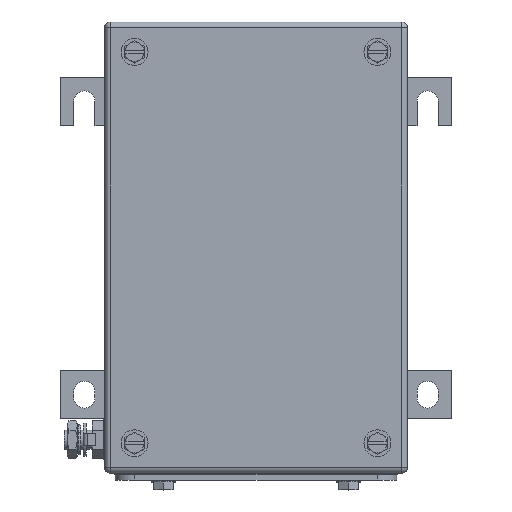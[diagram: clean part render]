
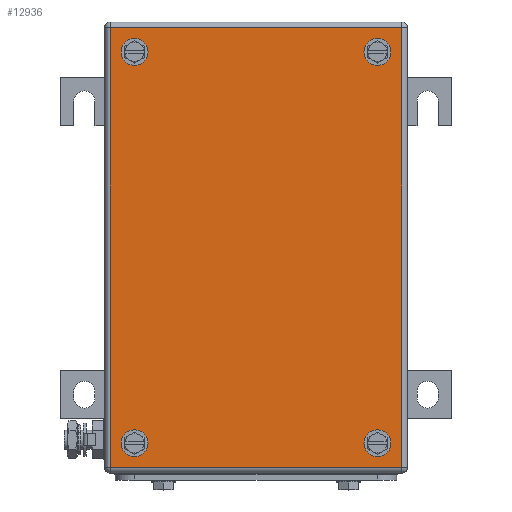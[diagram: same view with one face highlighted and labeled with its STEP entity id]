
A CAD part, top view. The second image highlights one B-rep face of the part: STEP entity #12936.
In plain terms, the highlighted planar face has unit normal (0, 0, 1).
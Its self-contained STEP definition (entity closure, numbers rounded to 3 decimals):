
#12810=AXIS2_PLACEMENT_3D('Circle Axis2P3D',#12808,#12809,$) ;
#12837=AXIS2_PLACEMENT_3D('Plane Axis2P3D',#12834,#12835,#12836) ;
#12875=AXIS2_PLACEMENT_3D('Circle Axis2P3D',#12873,#12874,$) ;
#12884=AXIS2_PLACEMENT_3D('Circle Axis2P3D',#12882,#12883,$) ;
#12893=AXIS2_PLACEMENT_3D('Circle Axis2P3D',#12891,#12892,$) ;
#12902=AXIS2_PLACEMENT_3D('Circle Axis2P3D',#12900,#12901,$) ;
#12911=AXIS2_PLACEMENT_3D('Circle Axis2P3D',#12909,#12910,$) ;
#12920=AXIS2_PLACEMENT_3D('Circle Axis2P3D',#12918,#12919,$) ;
#12929=AXIS2_PLACEMENT_3D('Circle Axis2P3D',#12927,#12928,$) ;
#12805=CARTESIAN_POINT('Vertex',(161.5,23.5,136.5)) ;
#12808=CARTESIAN_POINT('Axis2P3D Location',(165.,23.5,136.5)) ;
#12812=CARTESIAN_POINT('Vertex',(168.5,23.5,136.5)) ;
#12834=CARTESIAN_POINT('Axis2P3D Location',(101.5,125.5,136.5)) ;
#12839=CARTESIAN_POINT('Line Origine',(101.5,11.5,136.5)) ;
#12843=CARTESIAN_POINT('Vertex',(26.,11.5,136.5)) ;
#12845=CARTESIAN_POINT('Vertex',(177.,11.5,136.5)) ;
#12848=CARTESIAN_POINT('Line Origine',(177.,125.5,136.5)) ;
#12852=CARTESIAN_POINT('Vertex',(177.,239.5,136.5)) ;
#12855=CARTESIAN_POINT('Line Origine',(101.5,239.5,136.5)) ;
#12859=CARTESIAN_POINT('Vertex',(26.,239.5,136.5)) ;
#12862=CARTESIAN_POINT('Line Origine',(26.,125.5,136.5)) ;
#12873=CARTESIAN_POINT('Axis2P3D Location',(165.,23.5,136.5)) ;
#12882=CARTESIAN_POINT('Axis2P3D Location',(165.,227.5,136.5)) ;
#12886=CARTESIAN_POINT('Vertex',(168.5,227.5,136.5)) ;
#12888=CARTESIAN_POINT('Vertex',(161.5,227.5,136.5)) ;
#12891=CARTESIAN_POINT('Axis2P3D Location',(165.,227.5,136.5)) ;
#12900=CARTESIAN_POINT('Axis2P3D Location',(38.,227.5,136.5)) ;
#12904=CARTESIAN_POINT('Vertex',(34.5,227.5,136.5)) ;
#12906=CARTESIAN_POINT('Vertex',(41.5,227.5,136.5)) ;
#12909=CARTESIAN_POINT('Axis2P3D Location',(38.,227.5,136.5)) ;
#12918=CARTESIAN_POINT('Axis2P3D Location',(38.,23.5,136.5)) ;
#12922=CARTESIAN_POINT('Vertex',(34.5,23.5,136.5)) ;
#12924=CARTESIAN_POINT('Vertex',(41.5,23.5,136.5)) ;
#12927=CARTESIAN_POINT('Axis2P3D Location',(38.,23.5,136.5)) ;
#12809=DIRECTION('Axis2P3D Direction',(0.,0.,1.)) ;
#12835=DIRECTION('Axis2P3D Direction',(0.,0.,1.)) ;
#12836=DIRECTION('Axis2P3D XDirection',(-1.,0.,0.)) ;
#12840=DIRECTION('Vector Direction',(-1.,0.,0.)) ;
#12849=DIRECTION('Vector Direction',(0.,1.,0.)) ;
#12856=DIRECTION('Vector Direction',(-1.,0.,0.)) ;
#12863=DIRECTION('Vector Direction',(0.,-1.,0.)) ;
#12874=DIRECTION('Axis2P3D Direction',(0.,0.,1.)) ;
#12883=DIRECTION('Axis2P3D Direction',(0.,0.,1.)) ;
#12892=DIRECTION('Axis2P3D Direction',(0.,0.,1.)) ;
#12901=DIRECTION('Axis2P3D Direction',(0.,0.,1.)) ;
#12910=DIRECTION('Axis2P3D Direction',(0.,0.,1.)) ;
#12919=DIRECTION('Axis2P3D Direction',(0.,0.,1.)) ;
#12928=DIRECTION('Axis2P3D Direction',(0.,0.,1.)) ;
#12841=VECTOR('Line Direction',#12840,1.) ;
#12850=VECTOR('Line Direction',#12849,1.) ;
#12857=VECTOR('Line Direction',#12856,1.) ;
#12864=VECTOR('Line Direction',#12863,1.) ;
#12868=ORIENTED_EDGE('',*,*,#12847,.T.) ;
#12869=ORIENTED_EDGE('',*,*,#12854,.T.) ;
#12870=ORIENTED_EDGE('',*,*,#12861,.T.) ;
#12871=ORIENTED_EDGE('',*,*,#12866,.T.) ;
#12879=ORIENTED_EDGE('',*,*,#12877,.F.) ;
#12880=ORIENTED_EDGE('',*,*,#12814,.F.) ;
#12897=ORIENTED_EDGE('',*,*,#12890,.F.) ;
#12898=ORIENTED_EDGE('',*,*,#12895,.F.) ;
#12915=ORIENTED_EDGE('',*,*,#12908,.F.) ;
#12916=ORIENTED_EDGE('',*,*,#12913,.F.) ;
#12933=ORIENTED_EDGE('',*,*,#12926,.F.) ;
#12934=ORIENTED_EDGE('',*,*,#12931,.F.) ;
#12881=FACE_BOUND('',#12878,.T.) ;
#12899=FACE_BOUND('',#12896,.T.) ;
#12917=FACE_BOUND('',#12914,.T.) ;
#12935=FACE_BOUND('',#12932,.T.) ;
#12936=ADVANCED_FACE('1195660000.1\\Product6_AllCATPart.1\\ZUB_KTB_FS_221513_1GP_AllCATPart.2\\ZUB_DE_KTB_FS_260x260.1\\DE_KTB_MH_PART_MASTER.1\\Koerper.2',(#12872,#12881,#12899,#12917,#12935),#12838,.T.) ;
#12811=CIRCLE('generated circle',#12810,3.5) ;
#12876=CIRCLE('generated circle',#12875,3.5) ;
#12885=CIRCLE('generated circle',#12884,3.5) ;
#12894=CIRCLE('generated circle',#12893,3.5) ;
#12903=CIRCLE('generated circle',#12902,3.5) ;
#12912=CIRCLE('generated circle',#12911,3.5) ;
#12921=CIRCLE('generated circle',#12920,3.5) ;
#12930=CIRCLE('generated circle',#12929,3.5) ;
#12814=EDGE_CURVE('',#12806,#12813,#12811,.T.) ;
#12847=EDGE_CURVE('',#12844,#12846,#12842,.F.) ;
#12854=EDGE_CURVE('',#12846,#12853,#12851,.T.) ;
#12861=EDGE_CURVE('',#12853,#12860,#12858,.T.) ;
#12866=EDGE_CURVE('',#12860,#12844,#12865,.T.) ;
#12877=EDGE_CURVE('',#12813,#12806,#12876,.T.) ;
#12890=EDGE_CURVE('',#12887,#12889,#12885,.T.) ;
#12895=EDGE_CURVE('',#12889,#12887,#12894,.T.) ;
#12908=EDGE_CURVE('',#12905,#12907,#12903,.T.) ;
#12913=EDGE_CURVE('',#12907,#12905,#12912,.T.) ;
#12926=EDGE_CURVE('',#12923,#12925,#12921,.T.) ;
#12931=EDGE_CURVE('',#12925,#12923,#12930,.T.) ;
#12867=EDGE_LOOP('',(#12868,#12869,#12870,#12871)) ;
#12878=EDGE_LOOP('',(#12879,#12880)) ;
#12896=EDGE_LOOP('',(#12897,#12898)) ;
#12914=EDGE_LOOP('',(#12915,#12916)) ;
#12932=EDGE_LOOP('',(#12933,#12934)) ;
#12872=FACE_OUTER_BOUND('',#12867,.T.) ;
#12842=LINE('Line',#12839,#12841) ;
#12851=LINE('Line',#12848,#12850) ;
#12858=LINE('Line',#12855,#12857) ;
#12865=LINE('Line',#12862,#12864) ;
#12838=PLANE('',#12837) ;
#12806=VERTEX_POINT('',#12805) ;
#12813=VERTEX_POINT('',#12812) ;
#12844=VERTEX_POINT('',#12843) ;
#12846=VERTEX_POINT('',#12845) ;
#12853=VERTEX_POINT('',#12852) ;
#12860=VERTEX_POINT('',#12859) ;
#12887=VERTEX_POINT('',#12886) ;
#12889=VERTEX_POINT('',#12888) ;
#12905=VERTEX_POINT('',#12904) ;
#12907=VERTEX_POINT('',#12906) ;
#12923=VERTEX_POINT('',#12922) ;
#12925=VERTEX_POINT('',#12924) ;
